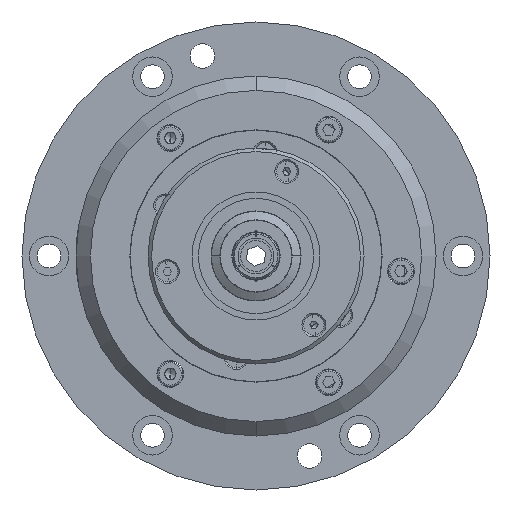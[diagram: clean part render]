
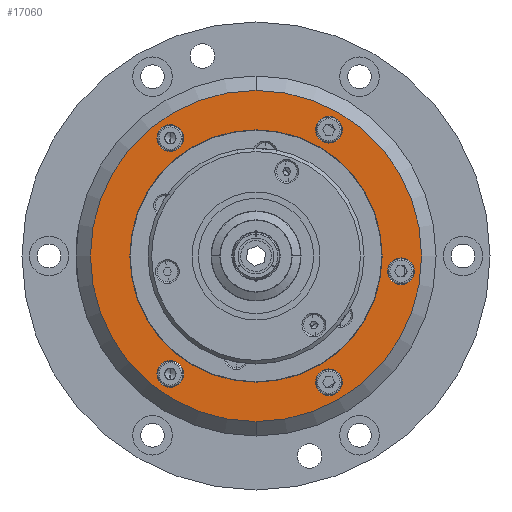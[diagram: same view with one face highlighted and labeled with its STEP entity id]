
A CAD part, left-side view. The second image highlights one B-rep face of the part: STEP entity #17060.
In plain terms, the highlighted planar face has unit normal (-1, 0, 0).
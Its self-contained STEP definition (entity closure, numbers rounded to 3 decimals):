
#749 = DIRECTION ( 'NONE',  ( 0., 0., 1. ) ) ;
#750 = CARTESIAN_POINT ( 'NONE',  ( -166.3, 50., 0. ) ) ;
#752 = PLANE ( 'NONE',  #21099 ) ;
#759 = DIRECTION ( 'NONE',  ( -1., 0., 0. ) ) ;
#1181 = CIRCLE ( 'NONE', #16710, 3.7 ) ;
#1182 = CIRCLE ( 'NONE', #16711, 3.7 ) ;
#1184 = CIRCLE ( 'NONE', #16712, 3.7 ) ;
#1189 = CIRCLE ( 'NONE', #16713, 46. ) ;
#1195 = CIRCLE ( 'NONE', #16720, 3.7 ) ;
#1201 = CIRCLE ( 'NONE', #16725, 35.05 ) ;
#1212 = CIRCLE ( 'NONE', #16721, 3.7 ) ;
#1225 = CIRCLE ( 'NONE', #16731, 3.7 ) ;
#1244 = CIRCLE ( 'NONE', #16739, 3.7 ) ;
#1249 = CIRCLE ( 'NONE', #16734, 3.7 ) ;
#1355 = CIRCLE ( 'NONE', #16788, 3.7 ) ;
#1383 = CIRCLE ( 'NONE', #16796, 35.05 ) ;
#1386 = CIRCLE ( 'NONE', #16797, 46. ) ;
#1395 = CIRCLE ( 'NONE', #16801, 3.7 ) ;
#11081 = DIRECTION ( 'NONE',  ( 0., 0., 1. ) ) ;
#11082 = DIRECTION ( 'NONE',  ( -1., 0., 0. ) ) ;
#11083 = CARTESIAN_POINT ( 'NONE',  ( -166.3, -20.25, -35.074 ) ) ;
#11152 = DIRECTION ( 'NONE',  ( 0., 0., 1. ) ) ;
#11153 = DIRECTION ( 'NONE',  ( 1., 0., 0. ) ) ;
#11154 = CARTESIAN_POINT ( 'NONE',  ( -166.3, 0., 0. ) ) ;
#11161 = DIRECTION ( 'NONE',  ( 0., 0., 1. ) ) ;
#11162 = DIRECTION ( 'NONE',  ( -1., 0., 0. ) ) ;
#11163 = CARTESIAN_POINT ( 'NONE',  ( -166.3, 0., 0. ) ) ;
#11249 = DIRECTION ( 'NONE',  ( 0., 0., 1. ) ) ;
#11250 = DIRECTION ( 'NONE',  ( -1., 0., 0. ) ) ;
#11251 = CARTESIAN_POINT ( 'NONE',  ( -166.3, -40.278, -4.233 ) ) ;
#14193 = CARTESIAN_POINT ( 'NONE',  ( -166.3, -20.25, 38.774 ) ) ;
#14285 = CARTESIAN_POINT ( 'NONE',  ( -166.3, 0., -35.05 ) ) ;
#14294 = CARTESIAN_POINT ( 'NONE',  ( -166.3, -40.278, -7.933 ) ) ;
#14468 = CARTESIAN_POINT ( 'NONE',  ( -166.3, 0., -46. ) ) ;
#14545 = CARTESIAN_POINT ( 'NONE',  ( -166.3, 0., 46. ) ) ;
#14775 = FACE_BOUND ( 'NONE', #24862, .T. ) ;
#14777 = FACE_BOUND ( 'NONE', #24872, .T. ) ;
#14778 = FACE_BOUND ( 'NONE', #24866, .T. ) ;
#14779 = FACE_BOUND ( 'NONE', #24873, .T. ) ;
#14780 = FACE_BOUND ( 'NONE', #24870, .T. ) ;
#14782 = FACE_BOUND ( 'NONE', #24871, .T. ) ;
#14790 = FACE_OUTER_BOUND ( 'NONE', #24868, .T. ) ;
#16094 = CARTESIAN_POINT ( 'NONE',  ( -166.3, -20.25, 31.374 ) ) ;
#16282 = CARTESIAN_POINT ( 'NONE',  ( -166.3, 0., 35.05 ) ) ;
#16515 = CARTESIAN_POINT ( 'NONE',  ( -166.3, 23.805, 36.465 ) ) ;
#16626 = CARTESIAN_POINT ( 'NONE',  ( -166.3, -40.278, -0.533 ) ) ;
#16710 = AXIS2_PLACEMENT_3D ( 'NONE', #27228, #27225, #27224 ) ;
#16711 = AXIS2_PLACEMENT_3D ( 'NONE', #27234, #27233, #27232 ) ;
#16712 = AXIS2_PLACEMENT_3D ( 'NONE', #27245, #27244, #27241 ) ;
#16713 = AXIS2_PLACEMENT_3D ( 'NONE', #27252, #27251, #27250 ) ;
#16720 = AXIS2_PLACEMENT_3D ( 'NONE', #27290, #27289, #27288 ) ;
#16721 = AXIS2_PLACEMENT_3D ( 'NONE', #27294, #27293, #27292 ) ;
#16725 = AXIS2_PLACEMENT_3D ( 'NONE', #27306, #27305, #27304 ) ;
#16731 = AXIS2_PLACEMENT_3D ( 'NONE', #27362, #27361, #27360 ) ;
#16734 = AXIS2_PLACEMENT_3D ( 'NONE', #27388, #27383, #27382 ) ;
#16739 = AXIS2_PLACEMENT_3D ( 'NONE', #27434, #27433, #27430 ) ;
#16788 = AXIS2_PLACEMENT_3D ( 'NONE', #11083, #11082, #11081 ) ;
#16796 = AXIS2_PLACEMENT_3D ( 'NONE', #11154, #11153, #11152 ) ;
#16797 = AXIS2_PLACEMENT_3D ( 'NONE', #11163, #11162, #11161 ) ;
#16801 = AXIS2_PLACEMENT_3D ( 'NONE', #11251, #11250, #11249 ) ;
#17060 = ADVANCED_FACE ( 'NONE', ( #14780, #14790, #14778, #14782, #14777, #14779, #14775 ), #752, .T. ) ;
#18645 = CARTESIAN_POINT ( 'NONE',  ( -166.3, 23.805, 29.065 ) ) ;
#21099 = AXIS2_PLACEMENT_3D ( 'NONE', #750, #759, #749 ) ;
#22209 = ORIENTED_EDGE ( 'NONE', *, *, #24001, .T. ) ;
#22210 = ORIENTED_EDGE ( 'NONE', *, *, #24258, .T. ) ;
#22211 = ORIENTED_EDGE ( 'NONE', *, *, #24270, .T. ) ;
#22212 = ORIENTED_EDGE ( 'NONE', *, *, #23996, .T. ) ;
#22214 = ORIENTED_EDGE ( 'NONE', *, *, #24241, .F. ) ;
#22215 = ORIENTED_EDGE ( 'NONE', *, *, #23978, .F. ) ;
#22217 = ORIENTED_EDGE ( 'NONE', *, *, #24245, .F. ) ;
#22219 = ORIENTED_EDGE ( 'NONE', *, *, #24033, .F. ) ;
#22220 = ORIENTED_EDGE ( 'NONE', *, *, #24263, .F. ) ;
#22221 = ORIENTED_EDGE ( 'NONE', *, *, #24227, .F. ) ;
#22222 = ORIENTED_EDGE ( 'NONE', *, *, #24262, .F. ) ;
#22223 = ORIENTED_EDGE ( 'NONE', *, *, #24275, .F. ) ;
#22224 = ORIENTED_EDGE ( 'NONE', *, *, #24273, .F. ) ;
#22225 = ORIENTED_EDGE ( 'NONE', *, *, #24274, .F. ) ;
#22463 = CARTESIAN_POINT ( 'NONE',  ( -166.3, -20.25, -31.374 ) ) ;
#22472 = CARTESIAN_POINT ( 'NONE',  ( -166.3, 23.805, -29.065 ) ) ;
#22522 = CARTESIAN_POINT ( 'NONE',  ( -166.3, -20.25, -38.774 ) ) ;
#22557 = CARTESIAN_POINT ( 'NONE',  ( -166.3, 23.805, -36.465 ) ) ;
#23978 = EDGE_CURVE ( 'NONE', #30721, #30202, #1395, .T. ) ;
#23996 = EDGE_CURVE ( 'NONE', #30685, #30981, #1386, .T. ) ;
#24001 = EDGE_CURVE ( 'NONE', #30006, #30999, #1383, .T. ) ;
#24033 = EDGE_CURVE ( 'NONE', #29782, #29824, #1355, .T. ) ;
#24227 = EDGE_CURVE ( 'NONE', #30474, #30881, #1244, .T. ) ;
#24241 = EDGE_CURVE ( 'NONE', #30202, #30721, #1249, .T. ) ;
#24245 = EDGE_CURVE ( 'NONE', #29824, #29782, #1225, .T. ) ;
#24258 = EDGE_CURVE ( 'NONE', #30999, #30006, #1201, .T. ) ;
#24262 = EDGE_CURVE ( 'NONE', #30242, #29874, #1212, .T. ) ;
#24263 = EDGE_CURVE ( 'NONE', #30881, #30474, #1195, .T. ) ;
#24270 = EDGE_CURVE ( 'NONE', #30981, #30685, #1189, .T. ) ;
#24273 = EDGE_CURVE ( 'NONE', #29818, #29750, #1184, .T. ) ;
#24274 = EDGE_CURVE ( 'NONE', #29750, #29818, #1182, .T. ) ;
#24275 = EDGE_CURVE ( 'NONE', #29874, #30242, #1181, .T. ) ;
#24862 = EDGE_LOOP ( 'NONE', ( #22224, #22225 ) ) ;
#24866 = EDGE_LOOP ( 'NONE', ( #22214, #22215 ) ) ;
#24868 = EDGE_LOOP ( 'NONE', ( #22211, #22212 ) ) ;
#24870 = EDGE_LOOP ( 'NONE', ( #22209, #22210 ) ) ;
#24871 = EDGE_LOOP ( 'NONE', ( #22217, #22219 ) ) ;
#24872 = EDGE_LOOP ( 'NONE', ( #22220, #22221 ) ) ;
#24873 = EDGE_LOOP ( 'NONE', ( #22222, #22223 ) ) ;
#27224 = DIRECTION ( 'NONE',  ( 0., 0., 1. ) ) ;
#27225 = DIRECTION ( 'NONE',  ( -1., 0., 0. ) ) ;
#27228 = CARTESIAN_POINT ( 'NONE',  ( -166.3, 23.805, 32.765 ) ) ;
#27232 = DIRECTION ( 'NONE',  ( 0., 0., 1. ) ) ;
#27233 = DIRECTION ( 'NONE',  ( -1., 0., 0. ) ) ;
#27234 = CARTESIAN_POINT ( 'NONE',  ( -166.3, 23.805, -32.765 ) ) ;
#27241 = DIRECTION ( 'NONE',  ( 0., 0., 1. ) ) ;
#27244 = DIRECTION ( 'NONE',  ( -1., 0., 0. ) ) ;
#27245 = CARTESIAN_POINT ( 'NONE',  ( -166.3, 23.805, -32.765 ) ) ;
#27250 = DIRECTION ( 'NONE',  ( 0., 0., 1. ) ) ;
#27251 = DIRECTION ( 'NONE',  ( -1., 0., 0. ) ) ;
#27252 = CARTESIAN_POINT ( 'NONE',  ( -166.3, 0., 0. ) ) ;
#27288 = DIRECTION ( 'NONE',  ( 0., 0., 1. ) ) ;
#27289 = DIRECTION ( 'NONE',  ( -1., 0., 0. ) ) ;
#27290 = CARTESIAN_POINT ( 'NONE',  ( -166.3, -20.25, 35.074 ) ) ;
#27292 = DIRECTION ( 'NONE',  ( 0., 0., 1. ) ) ;
#27293 = DIRECTION ( 'NONE',  ( -1., 0., 0. ) ) ;
#27294 = CARTESIAN_POINT ( 'NONE',  ( -166.3, 23.805, 32.765 ) ) ;
#27304 = DIRECTION ( 'NONE',  ( 0., 0., 1. ) ) ;
#27305 = DIRECTION ( 'NONE',  ( 1., 0., 0. ) ) ;
#27306 = CARTESIAN_POINT ( 'NONE',  ( -166.3, 0., 0. ) ) ;
#27360 = DIRECTION ( 'NONE',  ( 0., 0., 1. ) ) ;
#27361 = DIRECTION ( 'NONE',  ( -1., 0., 0. ) ) ;
#27362 = CARTESIAN_POINT ( 'NONE',  ( -166.3, -20.25, -35.074 ) ) ;
#27382 = DIRECTION ( 'NONE',  ( 0., 0., 1. ) ) ;
#27383 = DIRECTION ( 'NONE',  ( -1., 0., 0. ) ) ;
#27388 = CARTESIAN_POINT ( 'NONE',  ( -166.3, -40.278, -4.233 ) ) ;
#27430 = DIRECTION ( 'NONE',  ( 0., 0., 1. ) ) ;
#27433 = DIRECTION ( 'NONE',  ( -1., 0., 0. ) ) ;
#27434 = CARTESIAN_POINT ( 'NONE',  ( -166.3, -20.25, 35.074 ) ) ;
#29750 = VERTEX_POINT ( 'NONE', #22557 ) ;
#29782 = VERTEX_POINT ( 'NONE', #22522 ) ;
#29818 = VERTEX_POINT ( 'NONE', #22472 ) ;
#29824 = VERTEX_POINT ( 'NONE', #22463 ) ;
#29874 = VERTEX_POINT ( 'NONE', #18645 ) ;
#30006 = VERTEX_POINT ( 'NONE', #16282 ) ;
#30202 = VERTEX_POINT ( 'NONE', #16626 ) ;
#30242 = VERTEX_POINT ( 'NONE', #16515 ) ;
#30474 = VERTEX_POINT ( 'NONE', #16094 ) ;
#30685 = VERTEX_POINT ( 'NONE', #14545 ) ;
#30721 = VERTEX_POINT ( 'NONE', #14294 ) ;
#30881 = VERTEX_POINT ( 'NONE', #14193 ) ;
#30981 = VERTEX_POINT ( 'NONE', #14468 ) ;
#30999 = VERTEX_POINT ( 'NONE', #14285 ) ;
